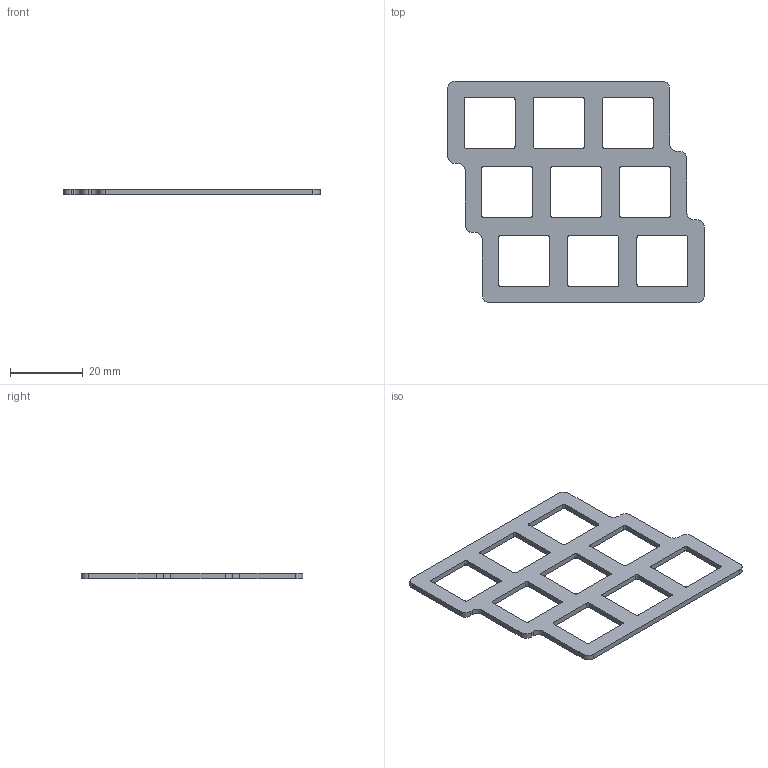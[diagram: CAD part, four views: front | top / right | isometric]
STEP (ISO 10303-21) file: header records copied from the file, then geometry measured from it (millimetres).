
FILE_DESCRIPTION(/* description */ (''),/* implementation_level */ '2;1');
FILE_NAME(/* name */ 'Zoinks-Plate.step',/* time_stamp */ '2020-03-14T21:30:16-04:00',/* author */ (''),/* organization */ (''),/* preprocessor_version */ 'ST-DEVELOPER v18',/* originating_system */ 'Autodesk Translation Framework v8.12.0.6',/* authorisation */ '');
FILE_SCHEMA (('AUTOMOTIVE_DESIGN { 1 0 10303 214 3 1 1 }'));
Length unit declared in the file: millimetre
Products named in the file (1): Plate2
Bounding box: 70.67 x 61.15 x 1.5 mm (x, y, z)
Volume: 3009.6 mm3; surface area: 5137.2 mm2
Topology: 1 solids, 1 shells, 98 faces, 288 edges, 192 vertices
Faces by surface type: plane 50, cylinder 48
Entity records: 3364 total; most frequent: DIRECTION 582, CARTESIAN_POINT 579, ORIENTED_EDGE 576, EDGE_CURVE 288, AXIS2_PLACEMENT_3D 195, LINE 192, VECTOR 192, VERTEX_POINT 192
